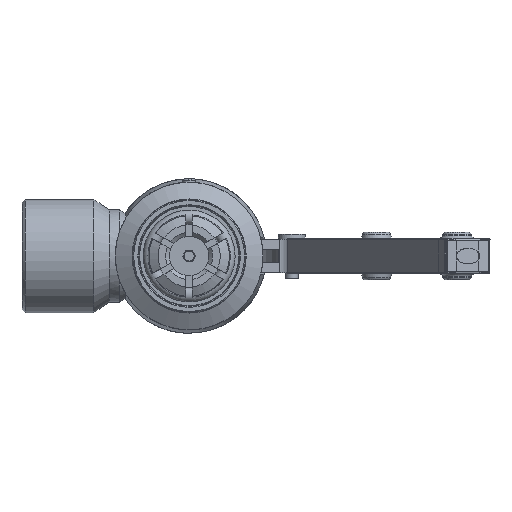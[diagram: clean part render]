
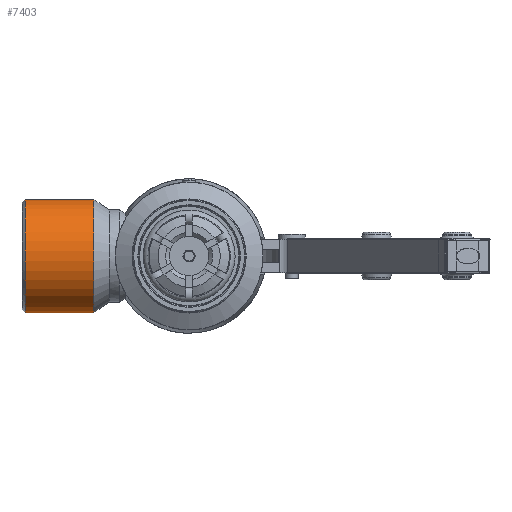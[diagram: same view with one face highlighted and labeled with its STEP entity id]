
A CAD part, left-side view. The second image highlights one B-rep face of the part: STEP entity #7403.
In plain terms, the highlighted cylindrical face has radius 13.919 mm (diameter 27.838 mm), a full revolution.
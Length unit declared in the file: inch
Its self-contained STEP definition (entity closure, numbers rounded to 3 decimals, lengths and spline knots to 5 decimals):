
#554=LINE('',#11642,#1016);
#1016=VECTOR('',#9019,0.548);
#1406=CYLINDRICAL_SURFACE('',#7932,0.548);
#1576=FACE_OUTER_BOUND('',#1992,.T.);
#1992=EDGE_LOOP('',(#5089,#5090,#5091,#5092,#5093,#5094));
#2570=CIRCLE('',#7924,0.548);
#2571=CIRCLE('',#7925,0.548);
#2577=CIRCLE('',#7933,0.548);
#2578=CIRCLE('',#7934,0.548);
#3065=VERTEX_POINT('',#11621);
#3066=VERTEX_POINT('',#11622);
#3072=VERTEX_POINT('',#11638);
#3073=VERTEX_POINT('',#11639);
#3842=EDGE_CURVE('',#3065,#3066,#2570,.T.);
#3843=EDGE_CURVE('',#3066,#3065,#2571,.T.);
#3850=EDGE_CURVE('',#3072,#3073,#2577,.T.);
#3851=EDGE_CURVE('',#3073,#3072,#2578,.T.);
#3852=EDGE_CURVE('',#3073,#3066,#554,.T.);
#5089=ORIENTED_EDGE('',*,*,#3850,.F.);
#5090=ORIENTED_EDGE('',*,*,#3851,.F.);
#5091=ORIENTED_EDGE('',*,*,#3852,.T.);
#5092=ORIENTED_EDGE('',*,*,#3843,.T.);
#5093=ORIENTED_EDGE('',*,*,#3842,.T.);
#5094=ORIENTED_EDGE('',*,*,#3852,.F.);
#7403=ADVANCED_FACE('',(#1576),#1406,.T.);
#7924=AXIS2_PLACEMENT_3D('',#11623,#8996,#8997);
#7925=AXIS2_PLACEMENT_3D('',#11624,#8998,#8999);
#7932=AXIS2_PLACEMENT_3D('',#11637,#9013,#9014);
#7933=AXIS2_PLACEMENT_3D('',#11640,#9015,#9016);
#7934=AXIS2_PLACEMENT_3D('',#11641,#9017,#9018);
#8996=DIRECTION('center_axis',(0.,1.,0.));
#8997=DIRECTION('ref_axis',(-0.086,0.,0.996));
#8998=DIRECTION('center_axis',(0.,1.,0.));
#8999=DIRECTION('ref_axis',(-0.086,0.,0.996));
#9013=DIRECTION('center_axis',(0.,1.,0.));
#9014=DIRECTION('ref_axis',(-0.086,0.,0.996));
#9015=DIRECTION('center_axis',(0.,1.,0.));
#9016=DIRECTION('ref_axis',(0.086,0.,-0.996));
#9017=DIRECTION('center_axis',(0.,1.,0.));
#9018=DIRECTION('ref_axis',(0.086,0.,-0.996));
#9019=DIRECTION('',(0.,-1.,0.));
#11621=CARTESIAN_POINT('',(-1.39738,0.91817,0.54595));
#11622=CARTESIAN_POINT('',(-1.30262,0.91817,-0.54595));
#11623=CARTESIAN_POINT('Origin',(-1.35,0.91817,0.));
#11624=CARTESIAN_POINT('Origin',(-1.35,0.91817,0.));
#11637=CARTESIAN_POINT('Origin',(-1.35,1.26534,0.));
#11638=CARTESIAN_POINT('',(-1.39738,1.5825,0.54595));
#11639=CARTESIAN_POINT('',(-1.30262,1.5825,-0.54595));
#11640=CARTESIAN_POINT('Origin',(-1.35,1.5825,0.));
#11641=CARTESIAN_POINT('Origin',(-1.35,1.5825,0.));
#11642=CARTESIAN_POINT('',(-1.30262,1.26534,-0.54595));
